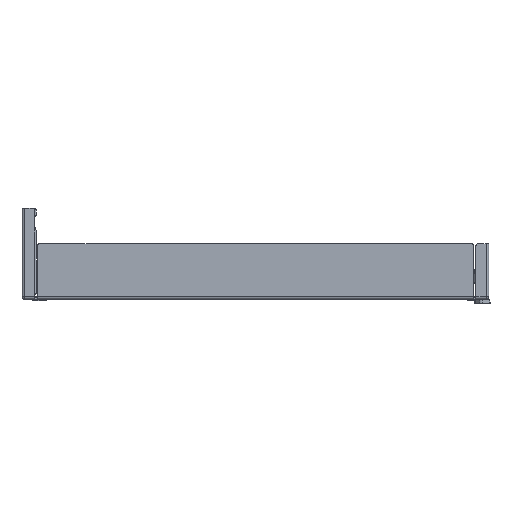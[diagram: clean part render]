
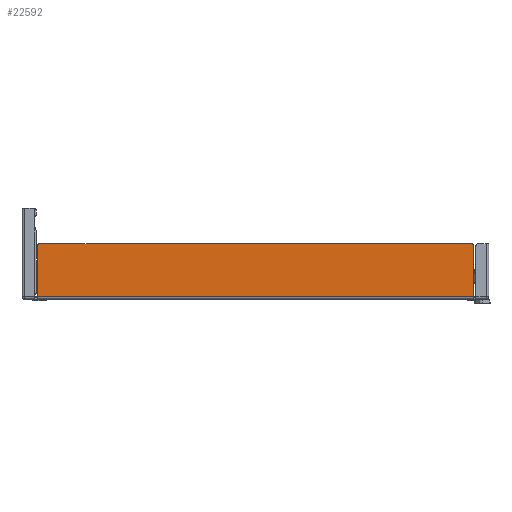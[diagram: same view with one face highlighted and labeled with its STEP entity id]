
A CAD part, left-side view. The second image highlights one B-rep face of the part: STEP entity #22592.
In plain terms, the highlighted planar face has unit normal (-1, 0, 0).
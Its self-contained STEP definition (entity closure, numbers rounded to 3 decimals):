
#896=PLANE('',#24637);
#2103=FACE_OUTER_BOUND('',#3437,.T.);
#3437=EDGE_LOOP('',(#20376,#20377,#20378,#20379,#20380,#20381));
#4785=LINE('',#35892,#7131);
#4789=LINE('',#35902,#7135);
#5900=LINE('',#40953,#8246);
#5901=LINE('',#40956,#8247);
#7131=VECTOR('',#28351,10.);
#7135=VECTOR('',#28361,10.);
#8246=VECTOR('',#30742,10.);
#8247=VECTOR('',#30745,10.);
#9175=CIRCLE('',#24638,2.5);
#9176=CIRCLE('',#24639,2.5);
#10327=VERTEX_POINT('',#35889);
#10328=VERTEX_POINT('',#35891);
#10331=VERTEX_POINT('',#35900);
#11256=VERTEX_POINT('',#40951);
#11257=VERTEX_POINT('',#40952);
#11258=VERTEX_POINT('',#40955);
#13036=EDGE_CURVE('',#10328,#10327,#4785,.T.);
#13042=EDGE_CURVE('',#10331,#10327,#4789,.T.);
#14401=EDGE_CURVE('',#11256,#11257,#5900,.T.);
#14402=EDGE_CURVE('',#10328,#11257,#9175,.T.);
#14403=EDGE_CURVE('',#10331,#11258,#5901,.T.);
#14404=EDGE_CURVE('',#11256,#11258,#9176,.T.);
#20376=ORIENTED_EDGE('',*,*,#14401,.T.);
#20377=ORIENTED_EDGE('',*,*,#14402,.F.);
#20378=ORIENTED_EDGE('',*,*,#13036,.T.);
#20379=ORIENTED_EDGE('',*,*,#13042,.F.);
#20380=ORIENTED_EDGE('',*,*,#14403,.T.);
#20381=ORIENTED_EDGE('',*,*,#14404,.F.);
#22592=ADVANCED_FACE('',(#2103),#896,.F.);
#24637=AXIS2_PLACEMENT_3D('',#40950,#30740,#30741);
#24638=AXIS2_PLACEMENT_3D('',#40954,#30743,#30744);
#24639=AXIS2_PLACEMENT_3D('',#40957,#30746,#30747);
#28351=DIRECTION('',(0.,0.,-1.));
#28361=DIRECTION('',(0.,1.,0.));
#30740=DIRECTION('center_axis',(1.,0.,0.));
#30741=DIRECTION('ref_axis',(0.,0.,
-1.));
#30742=DIRECTION('',(0.,1.,0.));
#30743=DIRECTION('center_axis',(1.,0.,0.));
#30744=DIRECTION('ref_axis',(0.,0.707,0.707));
#30745=DIRECTION('',(0.,0.,1.));
#30746=DIRECTION('center_axis',(1.,0.,0.));
#30747=DIRECTION('ref_axis',(0.,-0.707,0.707));
#35889=CARTESIAN_POINT('',(-112.5,446.3,4.95));
#35891=CARTESIAN_POINT('',(-112.5,446.3,54.95));
#35892=CARTESIAN_POINT('',(-112.5,446.3,16.125));
#35900=CARTESIAN_POINT('',(-112.5,15.2,4.95));
#35902=CARTESIAN_POINT('',(-112.5,230.75,4.95));
#40950=CARTESIAN_POINT('Origin',(-112.5,230.75,29.8));
#40951=CARTESIAN_POINT('',(-112.5,17.7,57.45));
#40952=CARTESIAN_POINT('',(-112.5,443.8,57.45));
#40953=CARTESIAN_POINT('',(-112.5,0.,57.45));
#40954=CARTESIAN_POINT('Origin',(-112.5,443.8,54.95));
#40955=CARTESIAN_POINT('',(-112.5,15.2,54.95));
#40956=CARTESIAN_POINT('',(-112.5,15.2,16.125));
#40957=CARTESIAN_POINT('Origin',(-112.5,17.7,54.95));
